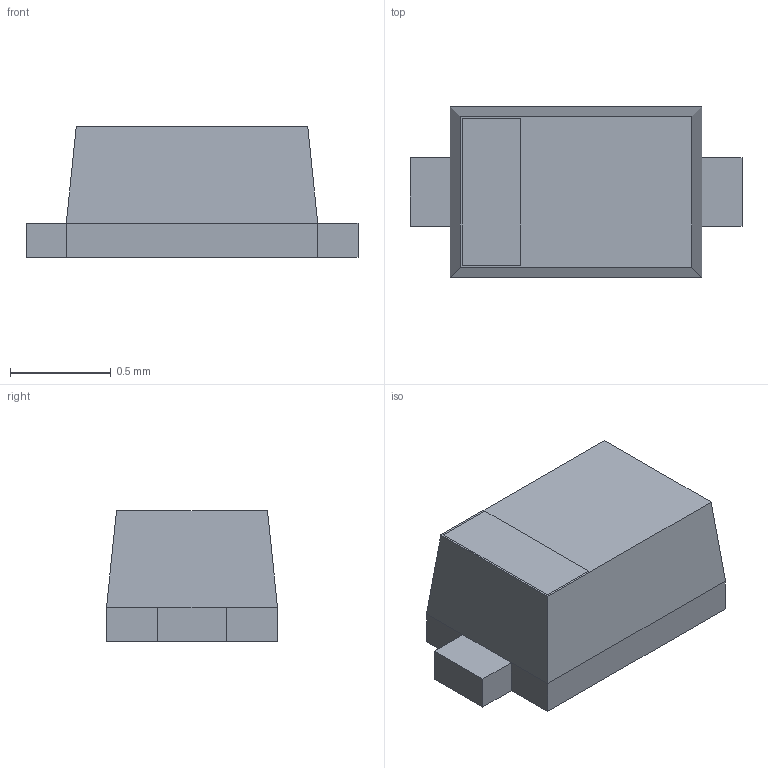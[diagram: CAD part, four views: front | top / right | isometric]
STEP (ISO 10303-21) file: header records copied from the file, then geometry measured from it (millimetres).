
FILE_DESCRIPTION((''),'2;1');
FILE_NAME('SOD523.stp','2009-04-21T15:09:35',(''),(''),'Mechanical Desktop 2009','Mechanical Desktop 2009',', , ');
FILE_SCHEMA(('AUTOMOTIVE_DESIGN { 1 2 10303 214 1 1 1 1 }'));
Length unit declared in the file: millimetre
Products named in the file (1): Product
Bounding box: 1.65 x 0.85 x 0.65 mm (x, y, z)
Volume: 0.7 mm3; surface area: 5.7 mm2
Topology: 4 solids, 4 shells, 33 faces, 68 edges, 44 vertices
Faces by surface type: plane 33
Entity records: 906 total; most frequent: CARTESIAN_POINT 146, DIRECTION 136, ORIENTED_EDGE 136, VECTOR 68, LINE 68, EDGE_CURVE 68, VERTEX_POINT 44, AXIS2_PLACEMENT_3D 34
